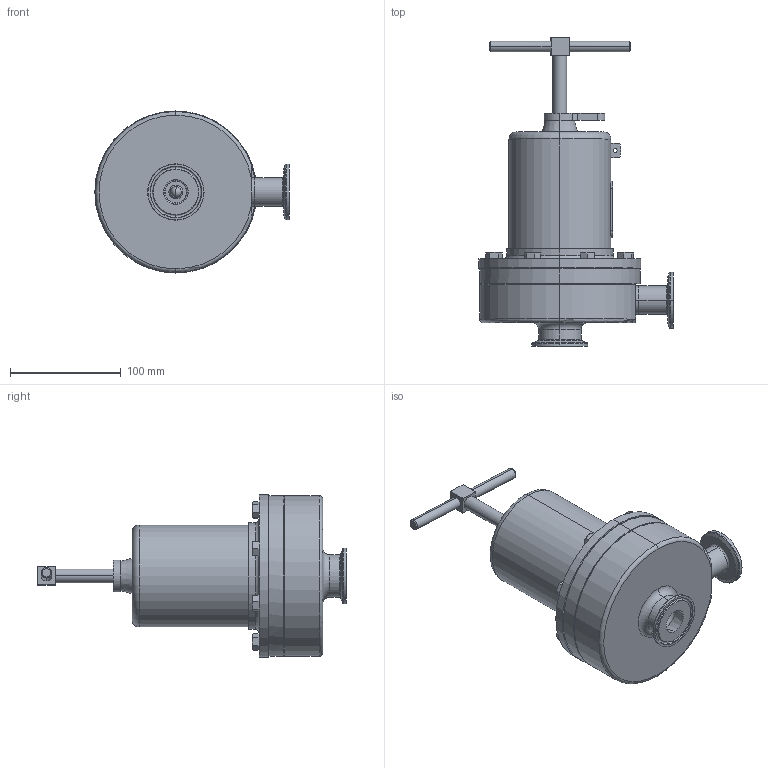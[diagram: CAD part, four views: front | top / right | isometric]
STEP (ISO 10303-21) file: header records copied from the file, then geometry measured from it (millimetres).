
FILE_DESCRIPTION (( 'STEP AP203' ), '1' );
FILE_NAME ('96-100.STEP', '2013-03-15T20:52:27', ( '' ), ( '' ), 'SwSTEP 2.0', 'SolidWorks 2012', '' );
FILE_SCHEMA (( 'CONFIG_CONTROL_DESIGN' ));
Length unit declared in the file: inch
Products named in the file (1): 96-100
Bounding box: 175.13 x 278.08 x 146.05 mm (x, y, z)
Volume: 852955.7 mm3; surface area: 241105.6 mm2
Topology: 15 solids, 15 shells, 616 faces, 1395 edges, 860 vertices
Faces by surface type: plane 252, cylinder 172, cone 143, torus 47, sphere 2
Entity records: 17905 total; most frequent: CARTESIAN_POINT 3698, DIRECTION 3136, ORIENTED_EDGE 2758, EDGE_CURVE 1379, AXIS2_PLACEMENT_3D 1250, VERTEX_POINT 860, EDGE_LOOP 733, LINE 636
